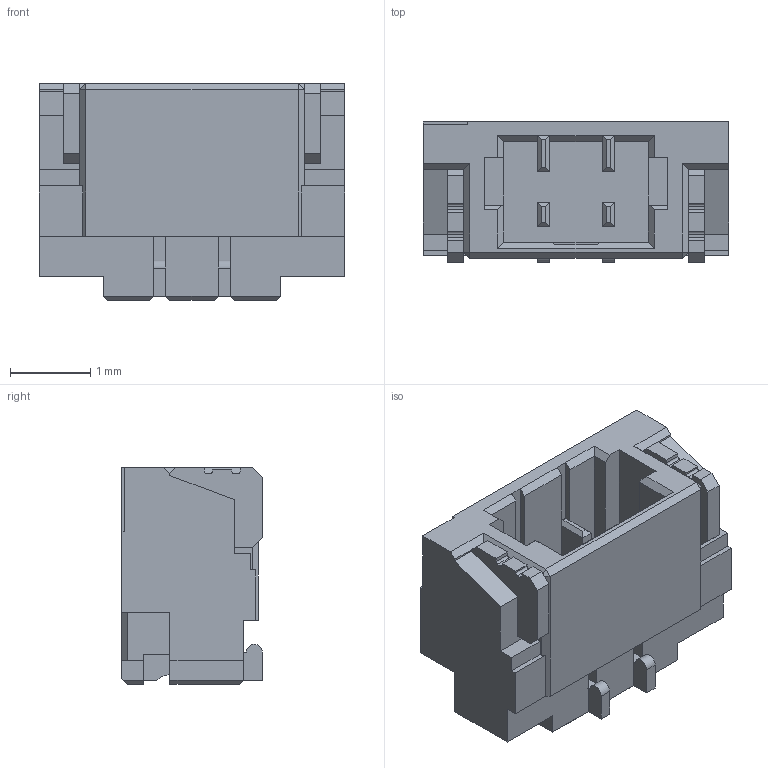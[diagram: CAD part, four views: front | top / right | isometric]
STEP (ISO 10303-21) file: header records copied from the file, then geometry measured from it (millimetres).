
FILE_DESCRIPTION (( 'STEP AP214' ), '1' );
FILE_NAME ('SM02B-SURS-TF(LF)(SN).STEP', '2025-03-28T11:58:05', ( 'LENOVO' ), ( '' ), 'SwSTEP 2.0', 'SolidWorks 2021', '' );
FILE_SCHEMA (( 'AUTOMOTIVE_DESIGN' ));
Length unit declared in the file: millimetre
Products named in the file (1): SM02B-SURS-TF(LF)(SN)
Bounding box: 3.8 x 1.75 x 2.7 mm (x, y, z)
Volume: 10.9 mm3; surface area: 74.9 mm2
Topology: 5 solids, 5 shells, 229 faces, 634 edges, 410 vertices
Faces by surface type: plane 215, cylinder 14
Entity records: 7240 total; most frequent: CARTESIAN_POINT 1274, ORIENTED_EDGE 1268, DIRECTION 1122, EDGE_CURVE 634, VECTOR 606, LINE 606, VERTEX_POINT 410, AXIS2_PLACEMENT_3D 258
